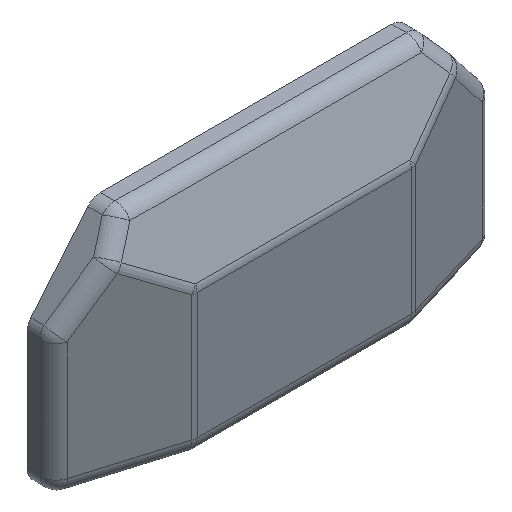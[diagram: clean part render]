
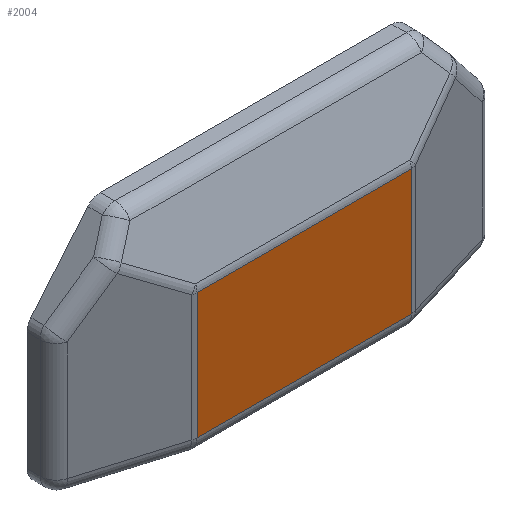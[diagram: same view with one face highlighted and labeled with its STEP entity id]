
A CAD part, isometric view. The second image highlights one B-rep face of the part: STEP entity #2004.
In plain terms, the highlighted planar face has unit normal (0, -1, 0).
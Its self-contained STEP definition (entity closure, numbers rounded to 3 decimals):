
#248 = EDGE_LOOP ( 'NONE', ( #1067, #1170, #650, #753 ) ) ;
#356 = DIRECTION ( 'NONE',  ( 0., 0., 1. ) ) ;
#650 = ORIENTED_EDGE ( 'NONE', *, *, #2052, .T. ) ;
#753 = ORIENTED_EDGE ( 'NONE', *, *, #3195, .T. ) ;
#765 = CARTESIAN_POINT ( 'NONE',  ( -48.899, -15., 14.898 ) ) ;
#820 = EDGE_CURVE ( 'NONE', #2624, #1773, #2332, .T. ) ;
#866 = CARTESIAN_POINT ( 'NONE',  ( 0., -15., 14.898 ) ) ;
#913 = LINE ( 'NONE', #866, #2957 ) ;
#985 = EDGE_CURVE ( 'NONE', #1773, #1822, #1090, .T. ) ;
#1013 = CARTESIAN_POINT ( 'NONE',  ( 48.899, -15., 14.898 ) ) ;
#1067 = ORIENTED_EDGE ( 'NONE', *, *, #820, .T. ) ;
#1090 = LINE ( 'NONE', #2680, #2477 ) ;
#1156 = PLANE ( 'NONE',  #1459 ) ;
#1170 = ORIENTED_EDGE ( 'NONE', *, *, #985, .T. ) ;
#1333 = CARTESIAN_POINT ( 'NONE',  ( -48.899, -15., -42.5 ) ) ;
#1364 = DIRECTION ( 'NONE',  ( 1., 0., 0. ) ) ;
#1459 = AXIS2_PLACEMENT_3D ( 'NONE', #2211, #3265, #1948 ) ;
#1634 = CARTESIAN_POINT ( 'NONE',  ( 48.899, -15., 0. ) ) ;
#1660 = DIRECTION ( 'NONE',  ( -1., 0., 0. ) ) ;
#1773 = VERTEX_POINT ( 'NONE', #1333 ) ;
#1822 = VERTEX_POINT ( 'NONE', #2612 ) ;
#1948 = DIRECTION ( 'NONE',  ( 0., 0., 1. ) ) ;
#2000 = CARTESIAN_POINT ( 'NONE',  ( -48.899, -15., 0. ) ) ;
#2004 = ADVANCED_FACE ( 'NONE', ( #3004 ), #1156, .F. ) ;
#2052 = EDGE_CURVE ( 'NONE', #1822, #2616, #2182, .T. ) ;
#2182 = LINE ( 'NONE', #1634, #2572 ) ;
#2211 = CARTESIAN_POINT ( 'NONE',  ( 0., -15., 0. ) ) ;
#2332 = LINE ( 'NONE', #2000, #3032 ) ;
#2477 = VECTOR ( 'NONE', #1364, 1000. ) ;
#2572 = VECTOR ( 'NONE', #356, 1000. ) ;
#2612 = CARTESIAN_POINT ( 'NONE',  ( 48.899, -15., -42.5 ) ) ;
#2616 = VERTEX_POINT ( 'NONE', #1013 ) ;
#2624 = VERTEX_POINT ( 'NONE', #765 ) ;
#2680 = CARTESIAN_POINT ( 'NONE',  ( 0., -15., -42.5 ) ) ;
#2854 = DIRECTION ( 'NONE',  ( 0., 0., -1. ) ) ;
#2957 = VECTOR ( 'NONE', #1660, 1000. ) ;
#3004 = FACE_OUTER_BOUND ( 'NONE', #248, .T. ) ;
#3032 = VECTOR ( 'NONE', #2854, 1000. ) ;
#3195 = EDGE_CURVE ( 'NONE', #2616, #2624, #913, .T. ) ;
#3265 = DIRECTION ( 'NONE',  ( 0., 1., 0. ) ) ;
